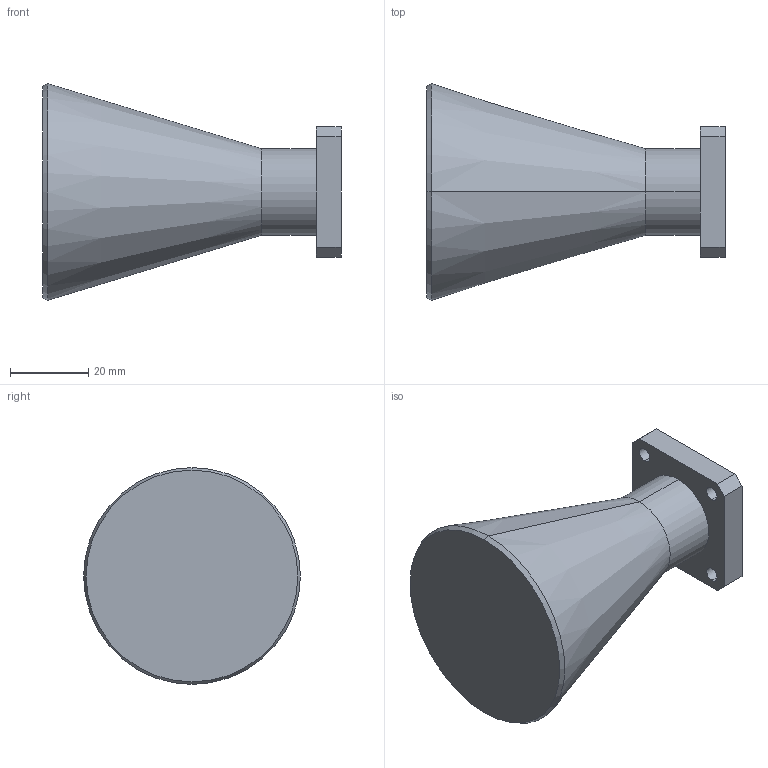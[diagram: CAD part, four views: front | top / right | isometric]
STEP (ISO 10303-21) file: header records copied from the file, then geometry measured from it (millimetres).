
FILE_DESCRIPTION (( 'STEP AP203' ), '1' );
FILE_NAME ('SAC-1626-660-C2.STEP', '2019-05-29T18:08:32', ( '' ), ( '' ), 'SwSTEP 2.0', 'SolidWorks 2016', '' );
FILE_SCHEMA (( 'CONFIG_CONTROL_DESIGN' ));
Length unit declared in the file: inch
Products named in the file (1): SAC-1626-660-C2
Bounding box: 76.2 x 55.37 x 55.37 mm (x, y, z)
Volume: 83182.2 mm3; surface area: 13298.6 mm2
Topology: 1 solids, 1 shells, 28 faces, 68 edges, 44 vertices
Faces by surface type: cylinder 12, plane 12, cone 4
Entity records: 923 total; most frequent: DIRECTION 154, CARTESIAN_POINT 141, ORIENTED_EDGE 136, EDGE_CURVE 68, AXIS2_PLACEMENT_3D 57, VERTEX_POINT 44, LINE 40, VECTOR 40
